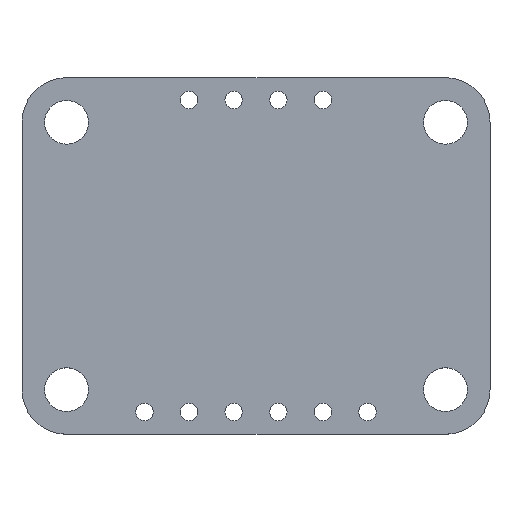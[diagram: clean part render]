
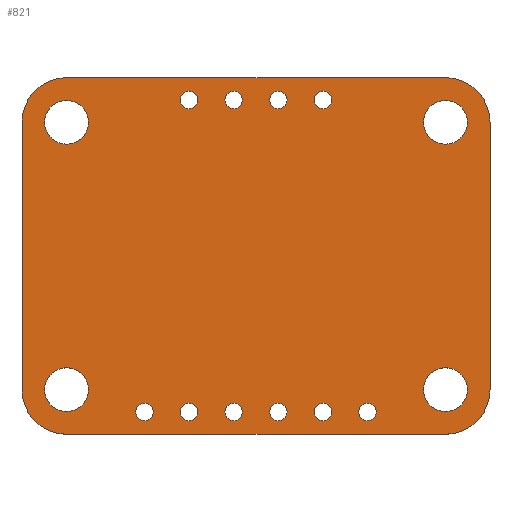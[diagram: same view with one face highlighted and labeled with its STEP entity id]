
A CAD part, top view. The second image highlights one B-rep face of the part: STEP entity #821.
In plain terms, the highlighted planar face has unit normal (0, 0, 1).
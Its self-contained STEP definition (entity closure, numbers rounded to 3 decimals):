
#52 = VERTEX_POINT('',#53);
#53 = CARTESIAN_POINT('',(0.,17.78,0.41)
  );
#59 = EDGE_CURVE('',#52,#60,#62,.T.);
#60 = VERTEX_POINT('',#61);
#61 = CARTESIAN_POINT('',(2.54,20.32,0.41));
#62 = CIRCLE('',#63,2.54);
#63 = AXIS2_PLACEMENT_3D('',#64,#65,#66);
#64 = CARTESIAN_POINT('',(2.54,17.78,0.41));
#65 = DIRECTION('',(0.,0.,-1.));
#66 = DIRECTION('',(-1.,0.,0.));
#92 = EDGE_CURVE('',#60,#93,#95,.T.);
#93 = VERTEX_POINT('',#94);
#94 = CARTESIAN_POINT('',(24.13,20.32,0.41));
#95 = LINE('',#96,#97);
#96 = CARTESIAN_POINT('',(2.54,20.32,0.41));
#97 = VECTOR('',#98,1.);
#98 = DIRECTION('',(1.,0.,0.));
#123 = EDGE_CURVE('',#93,#124,#126,.T.);
#124 = VERTEX_POINT('',#125);
#125 = CARTESIAN_POINT('',(26.67,17.78,0.41));
#126 = CIRCLE('',#127,2.54);
#127 = AXIS2_PLACEMENT_3D('',#128,#129,#130);
#128 = CARTESIAN_POINT('',(24.13,17.78,0.41));
#129 = DIRECTION('',(0.,0.,-1.));
#130 = DIRECTION('',(0.,1.,0.));
#156 = EDGE_CURVE('',#124,#157,#159,.T.);
#157 = VERTEX_POINT('',#158);
#158 = CARTESIAN_POINT('',(26.67,2.54,0.41));
#159 = LINE('',#160,#161);
#160 = CARTESIAN_POINT('',(26.67,17.78,0.41));
#161 = VECTOR('',#162,1.);
#162 = DIRECTION('',(0.,-1.,0.));
#187 = EDGE_CURVE('',#157,#188,#190,.T.);
#188 = VERTEX_POINT('',#189);
#189 = CARTESIAN_POINT('',(24.13,0.,0.41
    ));
#190 = CIRCLE('',#191,2.54);
#191 = AXIS2_PLACEMENT_3D('',#192,#193,#194);
#192 = CARTESIAN_POINT('',(24.13,2.54,0.41));
#193 = DIRECTION('',(0.,0.,-1.));
#194 = DIRECTION('',(1.,0.,0.));
#220 = EDGE_CURVE('',#188,#221,#223,.T.);
#221 = VERTEX_POINT('',#222);
#222 = CARTESIAN_POINT('',(2.54,0.,0.41));
#223 = LINE('',#224,#225);
#224 = CARTESIAN_POINT('',(24.13,0.,0.41));
#225 = VECTOR('',#226,1.);
#226 = DIRECTION('',(-1.,0.,0.));
#251 = EDGE_CURVE('',#221,#252,#254,.T.);
#252 = VERTEX_POINT('',#253);
#253 = CARTESIAN_POINT('',(0.,2.54,0.41));
#254 = CIRCLE('',#255,2.54);
#255 = AXIS2_PLACEMENT_3D('',#256,#257,#258);
#256 = CARTESIAN_POINT('',(2.54,2.54,0.41));
#257 = DIRECTION('',(0.,0.,-1.));
#258 = DIRECTION('',(0.,-1.,0.));
#284 = EDGE_CURVE('',#252,#52,#285,.T.);
#285 = LINE('',#286,#287);
#286 = CARTESIAN_POINT('',(0.,2.54,0.41));
#287 = VECTOR('',#288,1.);
#288 = DIRECTION('',(0.,1.,0.));
#308 = VERTEX_POINT('',#309);
#309 = CARTESIAN_POINT('',(7.485,1.27,0.41));
#315 = EDGE_CURVE('',#308,#308,#316,.T.);
#316 = CIRCLE('',#317,0.5);
#317 = AXIS2_PLACEMENT_3D('',#318,#319,#320);
#318 = CARTESIAN_POINT('',(6.985,1.27,0.41));
#319 = DIRECTION('',(0.,0.,1.));
#320 = DIRECTION('',(1.,0.,0.));
#341 = VERTEX_POINT('',#342);
#342 = CARTESIAN_POINT('',(12.565,1.27,0.41));
#348 = EDGE_CURVE('',#341,#341,#349,.T.);
#349 = CIRCLE('',#350,0.5);
#350 = AXIS2_PLACEMENT_3D('',#351,#352,#353);
#351 = CARTESIAN_POINT('',(12.065,1.27,0.41));
#352 = DIRECTION('',(0.,0.,1.));
#353 = DIRECTION('',(1.,0.,0.));
#374 = VERTEX_POINT('',#375);
#375 = CARTESIAN_POINT('',(10.025,1.27,0.41));
#381 = EDGE_CURVE('',#374,#374,#382,.T.);
#382 = CIRCLE('',#383,0.5);
#383 = AXIS2_PLACEMENT_3D('',#384,#385,#386);
#384 = CARTESIAN_POINT('',(9.525,1.27,0.41));
#385 = DIRECTION('',(0.,0.,1.));
#386 = DIRECTION('',(1.,0.,0.));
#407 = VERTEX_POINT('',#408);
#408 = CARTESIAN_POINT('',(3.79,2.54,0.41));
#414 = EDGE_CURVE('',#407,#407,#415,.T.);
#415 = CIRCLE('',#416,1.25);
#416 = AXIS2_PLACEMENT_3D('',#417,#418,#419);
#417 = CARTESIAN_POINT('',(2.54,2.54,0.41));
#418 = DIRECTION('',(0.,0.,1.));
#419 = DIRECTION('',(1.,0.,0.));
#440 = VERTEX_POINT('',#441);
#441 = CARTESIAN_POINT('',(3.79,17.78,0.41));
#447 = EDGE_CURVE('',#440,#440,#448,.T.);
#448 = CIRCLE('',#449,1.25);
#449 = AXIS2_PLACEMENT_3D('',#450,#451,#452);
#450 = CARTESIAN_POINT('',(2.54,17.78,0.41));
#451 = DIRECTION('',(0.,0.,1.));
#452 = DIRECTION('',(1.,0.,0.));
#473 = VERTEX_POINT('',#474);
#474 = CARTESIAN_POINT('',(12.565,19.05,0.41));
#480 = EDGE_CURVE('',#473,#473,#481,.T.);
#481 = CIRCLE('',#482,0.5);
#482 = AXIS2_PLACEMENT_3D('',#483,#484,#485);
#483 = CARTESIAN_POINT('',(12.065,19.05,0.41));
#484 = DIRECTION('',(0.,0.,1.));
#485 = DIRECTION('',(1.,0.,0.));
#506 = VERTEX_POINT('',#507);
#507 = CARTESIAN_POINT('',(10.025,19.05,0.41));
#513 = EDGE_CURVE('',#506,#506,#514,.T.);
#514 = CIRCLE('',#515,0.5);
#515 = AXIS2_PLACEMENT_3D('',#516,#517,#518);
#516 = CARTESIAN_POINT('',(9.525,19.05,0.41));
#517 = DIRECTION('',(0.,0.,1.));
#518 = DIRECTION('',(1.,0.,0.));
#539 = VERTEX_POINT('',#540);
#540 = CARTESIAN_POINT('',(15.105,1.27,0.41));
#546 = EDGE_CURVE('',#539,#539,#547,.T.);
#547 = CIRCLE('',#548,0.5);
#548 = AXIS2_PLACEMENT_3D('',#549,#550,#551);
#549 = CARTESIAN_POINT('',(14.605,1.27,0.41));
#550 = DIRECTION('',(0.,0.,1.));
#551 = DIRECTION('',(1.,0.,0.));
#572 = VERTEX_POINT('',#573);
#573 = CARTESIAN_POINT('',(20.185,1.27,0.41));
#579 = EDGE_CURVE('',#572,#572,#580,.T.);
#580 = CIRCLE('',#581,0.5);
#581 = AXIS2_PLACEMENT_3D('',#582,#583,#584);
#582 = CARTESIAN_POINT('',(19.685,1.27,0.41));
#583 = DIRECTION('',(0.,0.,1.));
#584 = DIRECTION('',(1.,0.,0.));
#605 = VERTEX_POINT('',#606);
#606 = CARTESIAN_POINT('',(17.645,1.27,0.41));
#612 = EDGE_CURVE('',#605,#605,#613,.T.);
#613 = CIRCLE('',#614,0.5);
#614 = AXIS2_PLACEMENT_3D('',#615,#616,#617);
#615 = CARTESIAN_POINT('',(17.145,1.27,0.41));
#616 = DIRECTION('',(0.,0.,1.));
#617 = DIRECTION('',(1.,0.,0.));
#638 = VERTEX_POINT('',#639);
#639 = CARTESIAN_POINT('',(17.645,19.05,0.41));
#645 = EDGE_CURVE('',#638,#638,#646,.T.);
#646 = CIRCLE('',#647,0.5);
#647 = AXIS2_PLACEMENT_3D('',#648,#649,#650);
#648 = CARTESIAN_POINT('',(17.145,19.05,0.41));
#649 = DIRECTION('',(0.,0.,1.));
#650 = DIRECTION('',(1.,0.,0.));
#671 = VERTEX_POINT('',#672);
#672 = CARTESIAN_POINT('',(15.105,19.05,0.41));
#678 = EDGE_CURVE('',#671,#671,#679,.T.);
#679 = CIRCLE('',#680,0.5);
#680 = AXIS2_PLACEMENT_3D('',#681,#682,#683);
#681 = CARTESIAN_POINT('',(14.605,19.05,0.41));
#682 = DIRECTION('',(0.,0.,1.));
#683 = DIRECTION('',(1.,0.,0.));
#704 = VERTEX_POINT('',#705);
#705 = CARTESIAN_POINT('',(25.38,2.54,0.41));
#711 = EDGE_CURVE('',#704,#704,#712,.T.);
#712 = CIRCLE('',#713,1.25);
#713 = AXIS2_PLACEMENT_3D('',#714,#715,#716);
#714 = CARTESIAN_POINT('',(24.13,2.54,0.41));
#715 = DIRECTION('',(0.,0.,1.));
#716 = DIRECTION('',(1.,0.,0.));
#737 = VERTEX_POINT('',#738);
#738 = CARTESIAN_POINT('',(25.38,17.78,0.41));
#744 = EDGE_CURVE('',#737,#737,#745,.T.);
#745 = CIRCLE('',#746,1.25);
#746 = AXIS2_PLACEMENT_3D('',#747,#748,#749);
#747 = CARTESIAN_POINT('',(24.13,17.78,0.41));
#748 = DIRECTION('',(0.,0.,1.));
#749 = DIRECTION('',(1.,0.,0.));
#821 = ADVANCED_FACE('',(#822,#832,#835,#838,#841,#844,#847,#850,#853,
    #856,#859,#862,#865,#868,#871),#874,.T.);
#822 = FACE_BOUND('',#823,.F.);
#823 = EDGE_LOOP('',(#824,#825,#826,#827,#828,#829,#830,#831));
#824 = ORIENTED_EDGE('',*,*,#59,.T.);
#825 = ORIENTED_EDGE('',*,*,#92,.T.);
#826 = ORIENTED_EDGE('',*,*,#123,.T.);
#827 = ORIENTED_EDGE('',*,*,#156,.T.);
#828 = ORIENTED_EDGE('',*,*,#187,.T.);
#829 = ORIENTED_EDGE('',*,*,#220,.T.);
#830 = ORIENTED_EDGE('',*,*,#251,.T.);
#831 = ORIENTED_EDGE('',*,*,#284,.T.);
#832 = FACE_BOUND('',#833,.T.);
#833 = EDGE_LOOP('',(#834));
#834 = ORIENTED_EDGE('',*,*,#315,.F.);
#835 = FACE_BOUND('',#836,.T.);
#836 = EDGE_LOOP('',(#837));
#837 = ORIENTED_EDGE('',*,*,#348,.F.);
#838 = FACE_BOUND('',#839,.T.);
#839 = EDGE_LOOP('',(#840));
#840 = ORIENTED_EDGE('',*,*,#381,.F.);
#841 = FACE_BOUND('',#842,.T.);
#842 = EDGE_LOOP('',(#843));
#843 = ORIENTED_EDGE('',*,*,#414,.F.);
#844 = FACE_BOUND('',#845,.T.);
#845 = EDGE_LOOP('',(#846));
#846 = ORIENTED_EDGE('',*,*,#447,.F.);
#847 = FACE_BOUND('',#848,.T.);
#848 = EDGE_LOOP('',(#849));
#849 = ORIENTED_EDGE('',*,*,#480,.F.);
#850 = FACE_BOUND('',#851,.T.);
#851 = EDGE_LOOP('',(#852));
#852 = ORIENTED_EDGE('',*,*,#513,.F.);
#853 = FACE_BOUND('',#854,.T.);
#854 = EDGE_LOOP('',(#855));
#855 = ORIENTED_EDGE('',*,*,#546,.F.);
#856 = FACE_BOUND('',#857,.T.);
#857 = EDGE_LOOP('',(#858));
#858 = ORIENTED_EDGE('',*,*,#579,.F.);
#859 = FACE_BOUND('',#860,.T.);
#860 = EDGE_LOOP('',(#861));
#861 = ORIENTED_EDGE('',*,*,#612,.F.);
#862 = FACE_BOUND('',#863,.T.);
#863 = EDGE_LOOP('',(#864));
#864 = ORIENTED_EDGE('',*,*,#645,.F.);
#865 = FACE_BOUND('',#866,.T.);
#866 = EDGE_LOOP('',(#867));
#867 = ORIENTED_EDGE('',*,*,#678,.F.);
#868 = FACE_BOUND('',#869,.T.);
#869 = EDGE_LOOP('',(#870));
#870 = ORIENTED_EDGE('',*,*,#711,.F.);
#871 = FACE_BOUND('',#872,.T.);
#872 = EDGE_LOOP('',(#873));
#873 = ORIENTED_EDGE('',*,*,#744,.F.);
#874 = PLANE('',#875);
#875 = AXIS2_PLACEMENT_3D('',#876,#877,#878);
#876 = CARTESIAN_POINT('',(0.,17.78,0.41)
  );
#877 = DIRECTION('',(0.,0.,1.));
#878 = DIRECTION('',(1.,0.,0.));
